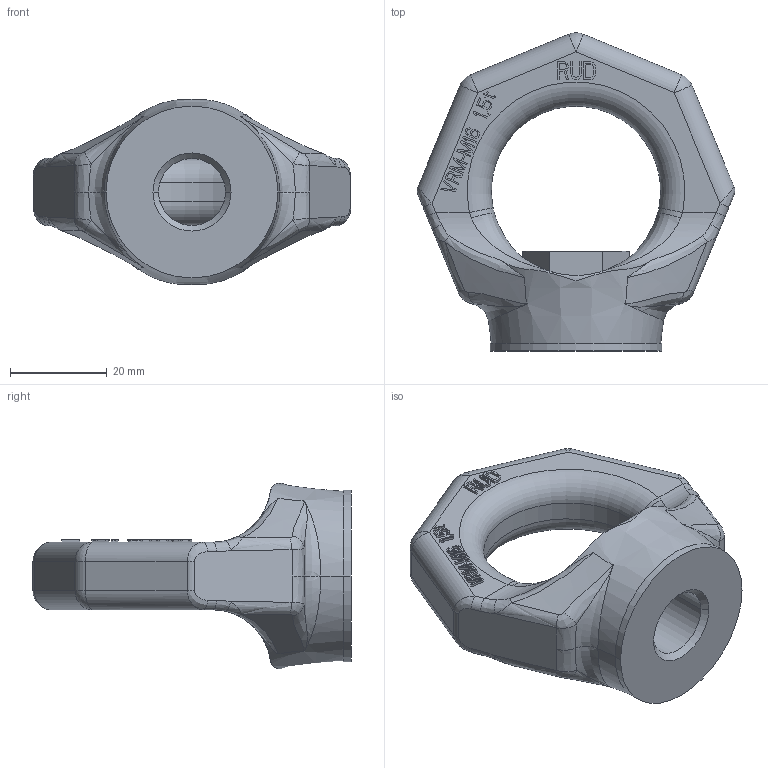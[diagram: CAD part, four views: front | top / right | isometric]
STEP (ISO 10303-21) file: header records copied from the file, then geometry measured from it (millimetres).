
FILE_DESCRIPTION((''),'2;1');
FILE_NAME('001-M12299-P-3_ASM','2014-03-11T',('Andreas.Wendler'),(''),'PRO/ENGINEER BY PARAMETRIC TECHNOLOGY CORPORATION, 2010140','PRO/ENGINEER BY PARAMETRIC TECHNOLOGY CORPORATION, 2010140','');
FILE_SCHEMA(('CONFIG_CONTROL_DESIGN'));
Length unit declared in the file: millimetre
Products named in the file (3): 001-M12299-P-1; 001-M12299-P-2; 001-M12299-P-3_ASM
Assembly tree (2 placements, depth 2):
  001-M12299-P-3_ASM
    001-M12299-P-1
    001-M12299-P-2
Bounding box: 65.68 x 65.77 x 38.35 mm (x, y, z)
Volume: 37536.8 mm3; surface area: 14652.6 mm2
Topology: 2 solids, 2 shells, 430 faces, 1152 edges, 736 vertices
Faces by surface type: plane 316, bspline 48, cylinder 42, cone 12, torus 6, sphere 6
Entity records: 16448 total; most frequent: CARTESIAN_POINT 6007, ORIENTED_EDGE 2288, DIRECTION 1910, EDGE_CURVE 1144, VECTOR 920, LINE 920, VERTEX_POINT 736, AXIS2_PLACEMENT_3D 495
